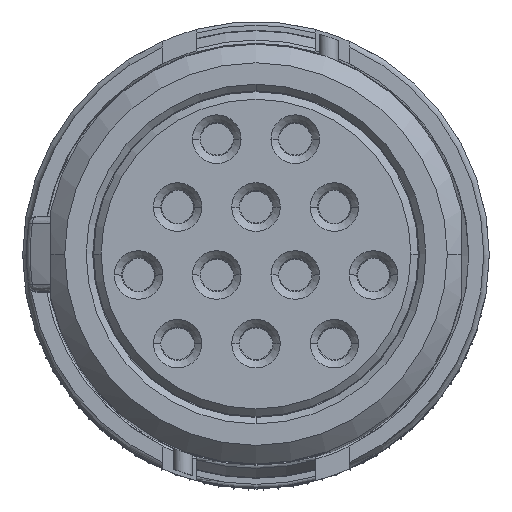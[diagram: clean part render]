
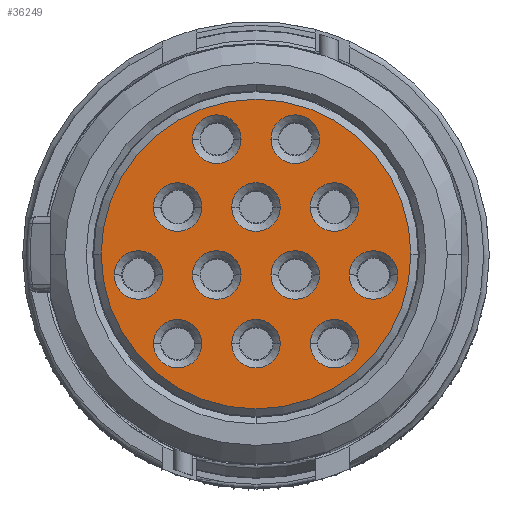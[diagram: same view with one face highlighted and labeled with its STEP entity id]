
A CAD part, top view. The second image highlights one B-rep face of the part: STEP entity #36249.
In plain terms, the highlighted planar face has unit normal (0, 0, 1).
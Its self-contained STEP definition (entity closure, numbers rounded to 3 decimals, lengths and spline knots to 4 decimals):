
#16092=CARTESIAN_POINT('',(0.,0.,15.5));
#16093=DIRECTION('',(0.,0.,1.));
#16094=DIRECTION('',(1.,0.,0.));
#16095=AXIS2_PLACEMENT_3D('',#16092,#16093,#16094);
#16108=CARTESIAN_POINT('',(0.,0.,15.5));
#16109=DIRECTION('',(0.,0.,1.));
#16110=DIRECTION('',(-1.,0.,0.));
#16111=AXIS2_PLACEMENT_3D('',#16108,#16109,#16110);
#16138=CARTESIAN_POINT('',(2.1,-2.4,15.5));
#16139=DIRECTION('',(0.,0.,1.));
#16140=DIRECTION('',(1.,0.,0.));
#16141=AXIS2_PLACEMENT_3D('',#16138,#16139,#16140);
#16168=CARTESIAN_POINT('',(2.1,-2.4,15.5));
#16169=DIRECTION('',(0.,0.,1.));
#16170=DIRECTION('',(-1.,0.,0.));
#16171=AXIS2_PLACEMENT_3D('',#16168,#16169,#16170);
#16548=CARTESIAN_POINT('',(0.,1.26,15.5));
#16549=DIRECTION('',(0.,0.,1.));
#16550=DIRECTION('',(1.,0.,0.));
#16551=AXIS2_PLACEMENT_3D('',#16548,#16549,#16550);
#16564=CARTESIAN_POINT('',(0.,1.26,15.5));
#16565=DIRECTION('',(0.,0.,1.));
#16566=DIRECTION('',(-1.,0.,0.));
#16567=AXIS2_PLACEMENT_3D('',#16564,#16565,#16566);
#16958=CARTESIAN_POINT('',(-2.1,1.26,15.5));
#16959=DIRECTION('',(0.,0.,1.));
#16960=DIRECTION('',(1.,0.,0.));
#16961=AXIS2_PLACEMENT_3D('',#16958,#16959,#16960);
#16988=CARTESIAN_POINT('',(-2.1,1.26,15.5));
#16989=DIRECTION('',(0.,0.,1.));
#16990=DIRECTION('',(-1.,0.,0.));
#16991=AXIS2_PLACEMENT_3D('',#16988,#16989,#16990);
#17368=CARTESIAN_POINT('',(2.1,1.26,15.5));
#17369=DIRECTION('',(0.,0.,1.));
#17370=DIRECTION('',(1.,0.,0.));
#17371=AXIS2_PLACEMENT_3D('',#17368,#17369,#17370);
#17384=CARTESIAN_POINT('',(2.1,1.26,15.5));
#17385=DIRECTION('',(0.,0.,1.));
#17386=DIRECTION('',(-1.,0.,0.));
#17387=AXIS2_PLACEMENT_3D('',#17384,#17385,#17386);
#17778=CARTESIAN_POINT('',(-1.05,3.08,15.5));
#17779=DIRECTION('',(0.,0.,1.));
#17780=DIRECTION('',(1.,0.,0.));
#17781=AXIS2_PLACEMENT_3D('',#17778,#17779,#17780);
#17808=CARTESIAN_POINT('',(-1.05,3.08,15.5));
#17809=DIRECTION('',(0.,0.,1.));
#17810=DIRECTION('',(-1.,0.,0.));
#17811=AXIS2_PLACEMENT_3D('',#17808,#17809,#17810);
#18188=CARTESIAN_POINT('',(1.05,3.08,15.5));
#18189=DIRECTION('',(0.,0.,1.));
#18190=DIRECTION('',(1.,0.,0.));
#18191=AXIS2_PLACEMENT_3D('',#18188,#18189,#18190);
#18218=CARTESIAN_POINT('',(1.05,3.08,15.5));
#18219=DIRECTION('',(0.,0.,1.));
#18220=DIRECTION('',(-1.,0.,0.));
#18221=AXIS2_PLACEMENT_3D('',#18218,#18219,#18220);
#18598=CARTESIAN_POINT('',(0.,-2.4,15.5));
#18599=DIRECTION('',(0.,0.,1.));
#18600=DIRECTION('',(1.,0.,0.));
#18601=AXIS2_PLACEMENT_3D('',#18598,#18599,#18600);
#18628=CARTESIAN_POINT('',(0.,-2.4,15.5));
#18629=DIRECTION('',(0.,0.,1.));
#18630=DIRECTION('',(-1.,0.,0.));
#18631=AXIS2_PLACEMENT_3D('',#18628,#18629,#18630);
#19008=CARTESIAN_POINT('',(-1.05,-0.56,15.5));
#19009=DIRECTION('',(0.,0.,1.));
#19010=DIRECTION('',(1.,0.,0.));
#19011=AXIS2_PLACEMENT_3D('',#19008,#19009,#19010);
#19024=CARTESIAN_POINT('',(-1.05,-0.56,15.5));
#19025=DIRECTION('',(0.,0.,1.));
#19026=DIRECTION('',(-1.,0.,0.));
#19027=AXIS2_PLACEMENT_3D('',#19024,#19025,#19026);
#19418=CARTESIAN_POINT('',(-3.15,-0.56,15.5));
#19419=DIRECTION('',(0.,0.,1.));
#19420=DIRECTION('',(1.,0.,0.));
#19421=AXIS2_PLACEMENT_3D('',#19418,#19419,#19420);
#19448=CARTESIAN_POINT('',(-3.15,-0.56,15.5));
#19449=DIRECTION('',(0.,0.,1.));
#19450=DIRECTION('',(-1.,0.,0.));
#19451=AXIS2_PLACEMENT_3D('',#19448,#19449,#19450);
#19828=CARTESIAN_POINT('',(1.05,-0.56,15.5));
#19829=DIRECTION('',(0.,0.,1.));
#19830=DIRECTION('',(1.,0.,0.));
#19831=AXIS2_PLACEMENT_3D('',#19828,#19829,#19830);
#19844=CARTESIAN_POINT('',(1.05,-0.56,15.5));
#19845=DIRECTION('',(0.,0.,1.));
#19846=DIRECTION('',(-1.,0.,0.));
#19847=AXIS2_PLACEMENT_3D('',#19844,#19845,#19846);
#20238=CARTESIAN_POINT('',(3.15,-0.56,15.5));
#20239=DIRECTION('',(0.,0.,1.));
#20240=DIRECTION('',(1.,0.,0.));
#20241=AXIS2_PLACEMENT_3D('',#20238,#20239,#20240);
#20254=CARTESIAN_POINT('',(3.15,-0.56,15.5));
#20255=DIRECTION('',(0.,0.,1.));
#20256=DIRECTION('',(-1.,0.,0.));
#20257=AXIS2_PLACEMENT_3D('',#20254,#20255,#20256);
#20648=CARTESIAN_POINT('',(-2.1,-2.4,15.5));
#20649=DIRECTION('',(0.,0.,1.));
#20650=DIRECTION('',(1.,0.,0.));
#20651=AXIS2_PLACEMENT_3D('',#20648,#20649,#20650);
#20678=CARTESIAN_POINT('',(-2.1,-2.4,15.5));
#20679=DIRECTION('',(0.,0.,1.));
#20680=DIRECTION('',(-1.,0.,0.));
#20681=AXIS2_PLACEMENT_3D('',#20678,#20679,#20680);
#21250=CARTESIAN_POINT('',(4.15,0.,15.5));
#21251=CARTESIAN_POINT('',(-4.15,0.,15.5));
#21252=VERTEX_POINT('',#21250);
#21253=VERTEX_POINT('',#21251);
#21354=CARTESIAN_POINT('',(-2.75,1.26,15.5));
#21355=CARTESIAN_POINT('',(-1.45,1.26,15.5));
#21356=VERTEX_POINT('',#21354);
#21357=VERTEX_POINT('',#21355);
#21362=CARTESIAN_POINT('',(-3.8,-0.56,15.5));
#21363=CARTESIAN_POINT('',(-2.5,-0.56,15.5));
#21364=VERTEX_POINT('',#21362);
#21365=VERTEX_POINT('',#21363);
#21370=CARTESIAN_POINT('',(-2.75,-2.4,15.5));
#21371=CARTESIAN_POINT('',(-1.45,-2.4,15.5));
#21372=VERTEX_POINT('',#21370);
#21373=VERTEX_POINT('',#21371);
#21378=CARTESIAN_POINT('',(-0.65,-2.4,15.5));
#21379=CARTESIAN_POINT('',(0.65,-2.4,15.5));
#21380=VERTEX_POINT('',#21378);
#21381=VERTEX_POINT('',#21379);
#21386=CARTESIAN_POINT('',(1.45,-2.4,15.5));
#21387=CARTESIAN_POINT('',(2.75,-2.4,15.5));
#21388=VERTEX_POINT('',#21386);
#21389=VERTEX_POINT('',#21387);
#21394=CARTESIAN_POINT('',(3.8,-0.56,15.5));
#21395=CARTESIAN_POINT('',(2.5,-0.56,15.5));
#21396=VERTEX_POINT('',#21394);
#21397=VERTEX_POINT('',#21395);
#21402=CARTESIAN_POINT('',(1.7,-0.56,15.5));
#21403=CARTESIAN_POINT('',(0.4,-0.56,15.5));
#21404=VERTEX_POINT('',#21402);
#21405=VERTEX_POINT('',#21403);
#21410=CARTESIAN_POINT('',(-0.4,-0.56,15.5));
#21411=CARTESIAN_POINT('',(-1.7,-0.56,15.5));
#21412=VERTEX_POINT('',#21410);
#21413=VERTEX_POINT('',#21411);
#21418=CARTESIAN_POINT('',(0.65,1.26,15.5));
#21419=CARTESIAN_POINT('',(-0.65,1.26,15.5));
#21420=VERTEX_POINT('',#21418);
#21421=VERTEX_POINT('',#21419);
#21426=CARTESIAN_POINT('',(0.4,3.08,15.5));
#21427=CARTESIAN_POINT('',(1.7,3.08,15.5));
#21428=VERTEX_POINT('',#21426);
#21429=VERTEX_POINT('',#21427);
#21434=CARTESIAN_POINT('',(2.75,1.26,15.5));
#21435=CARTESIAN_POINT('',(1.45,1.26,15.5));
#21436=VERTEX_POINT('',#21434);
#21437=VERTEX_POINT('',#21435);
#21442=CARTESIAN_POINT('',(-1.7,3.08,15.5));
#21443=CARTESIAN_POINT('',(-0.4,3.08,15.5));
#21444=VERTEX_POINT('',#21442);
#21445=VERTEX_POINT('',#21443);
#36167=CARTESIAN_POINT('',(0.,0.,15.5));
#36168=DIRECTION('',(0.,0.,1.));
#36169=DIRECTION('',(-1.,0.,0.));
#36170=AXIS2_PLACEMENT_3D('',#36167,#36168,#36169);
#36171=PLANE('',#36170);
#36173=ORIENTED_EDGE('',*,*,#36172,.F.);
#36174=ORIENTED_EDGE('',*,*,#36157,.F.);
#36175=EDGE_LOOP('',(#36173,#36174));
#36176=FACE_OUTER_BOUND('',#36175,.F.);
#36178=ORIENTED_EDGE('',*,*,#36177,.T.);
#36180=ORIENTED_EDGE('',*,*,#36179,.T.);
#36181=EDGE_LOOP('',(#36178,#36180));
#36182=FACE_BOUND('',#36181,.F.);
#36184=ORIENTED_EDGE('',*,*,#36183,.T.);
#36186=ORIENTED_EDGE('',*,*,#36185,.T.);
#36187=EDGE_LOOP('',(#36184,#36186));
#36188=FACE_BOUND('',#36187,.F.);
#36190=ORIENTED_EDGE('',*,*,#36189,.T.);
#36192=ORIENTED_EDGE('',*,*,#36191,.T.);
#36193=EDGE_LOOP('',(#36190,#36192));
#36194=FACE_BOUND('',#36193,.F.);
#36196=ORIENTED_EDGE('',*,*,#36195,.T.);
#36198=ORIENTED_EDGE('',*,*,#36197,.T.);
#36199=EDGE_LOOP('',(#36196,#36198));
#36200=FACE_BOUND('',#36199,.F.);
#36202=ORIENTED_EDGE('',*,*,#36201,.T.);
#36204=ORIENTED_EDGE('',*,*,#36203,.T.);
#36205=EDGE_LOOP('',(#36202,#36204));
#36206=FACE_BOUND('',#36205,.F.);
#36208=ORIENTED_EDGE('',*,*,#36207,.T.);
#36210=ORIENTED_EDGE('',*,*,#36209,.T.);
#36211=EDGE_LOOP('',(#36208,#36210));
#36212=FACE_BOUND('',#36211,.F.);
#36214=ORIENTED_EDGE('',*,*,#36213,.T.);
#36216=ORIENTED_EDGE('',*,*,#36215,.T.);
#36217=EDGE_LOOP('',(#36214,#36216));
#36218=FACE_BOUND('',#36217,.F.);
#36220=ORIENTED_EDGE('',*,*,#36219,.T.);
#36222=ORIENTED_EDGE('',*,*,#36221,.T.);
#36223=EDGE_LOOP('',(#36220,#36222));
#36224=FACE_BOUND('',#36223,.F.);
#36226=ORIENTED_EDGE('',*,*,#36225,.T.);
#36228=ORIENTED_EDGE('',*,*,#36227,.T.);
#36229=EDGE_LOOP('',(#36226,#36228));
#36230=FACE_BOUND('',#36229,.F.);
#36232=ORIENTED_EDGE('',*,*,#36231,.T.);
#36234=ORIENTED_EDGE('',*,*,#36233,.T.);
#36235=EDGE_LOOP('',(#36232,#36234));
#36236=FACE_BOUND('',#36235,.F.);
#36238=ORIENTED_EDGE('',*,*,#36237,.T.);
#36240=ORIENTED_EDGE('',*,*,#36239,.T.);
#36241=EDGE_LOOP('',(#36238,#36240));
#36242=FACE_BOUND('',#36241,.F.);
#36244=ORIENTED_EDGE('',*,*,#36243,.T.);
#36246=ORIENTED_EDGE('',*,*,#36245,.T.);
#36247=EDGE_LOOP('',(#36244,#36246));
#36248=FACE_BOUND('',#36247,.F.);
#16096=CIRCLE('',#16095,4.15);
#16112=CIRCLE('',#16111,4.15);
#16142=CIRCLE('',#16141,0.65);
#16172=CIRCLE('',#16171,0.65);
#16552=CIRCLE('',#16551,0.65);
#16568=CIRCLE('',#16567,0.65);
#16962=CIRCLE('',#16961,0.65);
#16992=CIRCLE('',#16991,0.65);
#17372=CIRCLE('',#17371,0.65);
#17388=CIRCLE('',#17387,0.65);
#17782=CIRCLE('',#17781,0.65);
#17812=CIRCLE('',#17811,0.65);
#18192=CIRCLE('',#18191,0.65);
#18222=CIRCLE('',#18221,0.65);
#18602=CIRCLE('',#18601,0.65);
#18632=CIRCLE('',#18631,0.65);
#19012=CIRCLE('',#19011,0.65);
#19028=CIRCLE('',#19027,0.65);
#19422=CIRCLE('',#19421,0.65);
#19452=CIRCLE('',#19451,0.65);
#19832=CIRCLE('',#19831,0.65);
#19848=CIRCLE('',#19847,0.65);
#20242=CIRCLE('',#20241,0.65);
#20258=CIRCLE('',#20257,0.65);
#20652=CIRCLE('',#20651,0.65);
#20682=CIRCLE('',#20681,0.65);
#36157=EDGE_CURVE('',#21252,#21253,#16096,.T.);
#36172=EDGE_CURVE('',#21253,#21252,#16112,.T.);
#36177=EDGE_CURVE('',#21389,#21388,#16142,.T.);
#36179=EDGE_CURVE('',#21388,#21389,#16172,.T.);
#36183=EDGE_CURVE('',#21420,#21421,#16552,.T.);
#36185=EDGE_CURVE('',#21421,#21420,#16568,.T.);
#36189=EDGE_CURVE('',#21357,#21356,#16962,.T.);
#36191=EDGE_CURVE('',#21356,#21357,#16992,.T.);
#36195=EDGE_CURVE('',#21436,#21437,#17372,.T.);
#36197=EDGE_CURVE('',#21437,#21436,#17388,.T.);
#36201=EDGE_CURVE('',#21445,#21444,#17782,.T.);
#36203=EDGE_CURVE('',#21444,#21445,#17812,.T.);
#36207=EDGE_CURVE('',#21429,#21428,#18192,.T.);
#36209=EDGE_CURVE('',#21428,#21429,#18222,.T.);
#36213=EDGE_CURVE('',#21381,#21380,#18602,.T.);
#36215=EDGE_CURVE('',#21380,#21381,#18632,.T.);
#36219=EDGE_CURVE('',#21412,#21413,#19012,.T.);
#36221=EDGE_CURVE('',#21413,#21412,#19028,.T.);
#36225=EDGE_CURVE('',#21365,#21364,#19422,.T.);
#36227=EDGE_CURVE('',#21364,#21365,#19452,.T.);
#36231=EDGE_CURVE('',#21404,#21405,#19832,.T.);
#36233=EDGE_CURVE('',#21405,#21404,#19848,.T.);
#36237=EDGE_CURVE('',#21396,#21397,#20242,.T.);
#36239=EDGE_CURVE('',#21397,#21396,#20258,.T.);
#36243=EDGE_CURVE('',#21373,#21372,#20652,.T.);
#36245=EDGE_CURVE('',#21372,#21373,#20682,.T.);
#36249=ADVANCED_FACE('',(#36176,#36182,#36188,#36194,#36200,#36206,#36212,
#36218,#36224,#36230,#36236,#36242,#36248),#36171,.T.);
